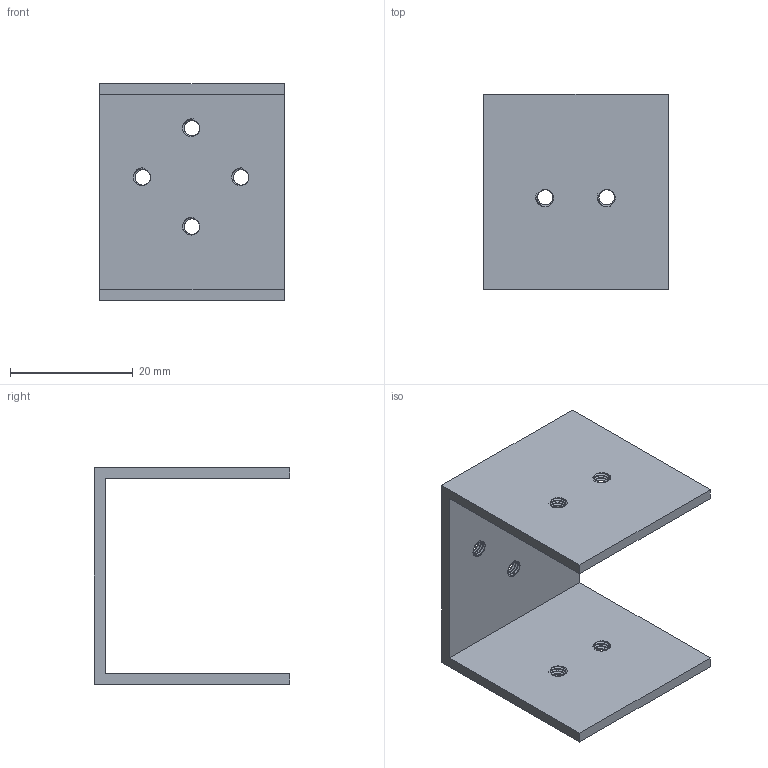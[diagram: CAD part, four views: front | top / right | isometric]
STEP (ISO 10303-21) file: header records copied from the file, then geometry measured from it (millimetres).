
FILE_DESCRIPTION(/* description */ (''),/* implementation_level */ '2;1');
FILE_NAME(/* name */ '',/* time_stamp */ '2024-07-17T14:55:43+08:00',/* author */ (''),/* organization */ (''),/* preprocessor_version */ 'ST-DEVELOPER v20',/* originating_system */ 'Autodesk Translation Framework v13.14.0.145',/* authorisation */ '');
FILE_SCHEMA (('AUTOMOTIVE_DESIGN { 1 0 10303 214 3 1 1 }'));
Length unit declared in the file: millimetre
Products named in the file (1): 小零件
Bounding box: 30 x 31.75 x 35.25 mm (x, y, z)
Volume: 4916.4 mm3; surface area: 6258.2 mm2
Topology: 1 solids, 1 shells, 98 faces, 288 edges, 192 vertices
Faces by surface type: cylinder 72, bspline 16, plane 10
Full cylindrical faces by diameter (mm): 2.529 x16, 3.086 x8
Entity records: 9023 total; most frequent: CARTESIAN_POINT 6713, ORIENTED_EDGE 576, DIRECTION 310, EDGE_CURVE 288, VERTEX_POINT 192, B_SPLINE_CURVE_WITH_KNOTS 176, AXIS2_PLACEMENT_3D 115, EDGE_LOOP 114
